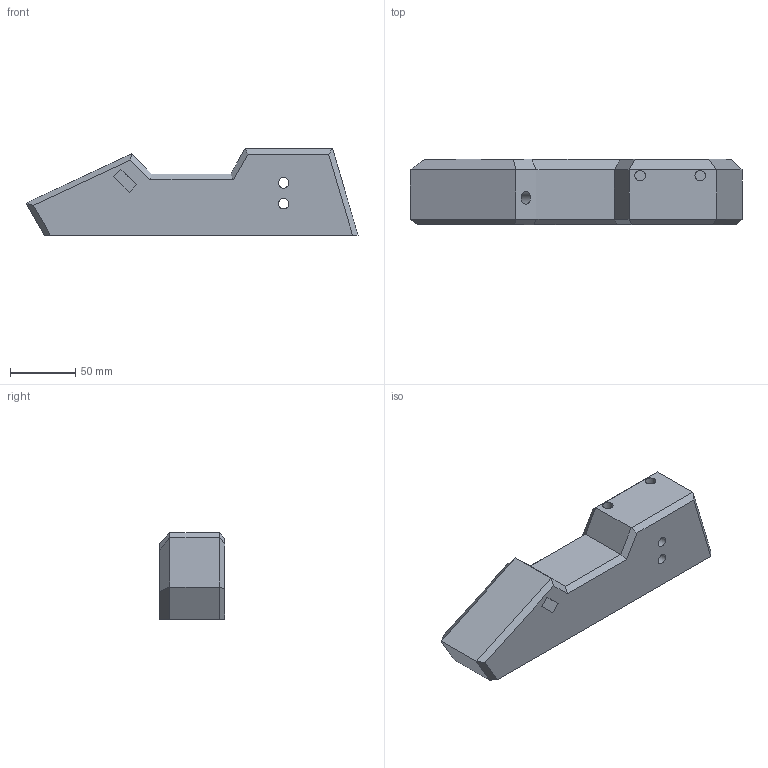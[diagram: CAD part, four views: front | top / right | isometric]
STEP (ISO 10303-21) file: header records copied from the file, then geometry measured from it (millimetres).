
FILE_DESCRIPTION(('FreeCAD Model'),'2;1');
FILE_NAME('LowerNodeR.step','2015-04-14T19:37:45',('Author'),(''), 'Open CASCADE STEP processor 6.8','FreeCAD','Unknown');
FILE_SCHEMA(('AUTOMOTIVE_DESIGN_CC2 { 1 2 10303 214 -1 1 5 4 }'));
Length unit declared in the file: millimetre
Products named in the file (1): LowerNodeR
Bounding box: 254.18 x 50 x 66 mm (x, y, z)
Volume: 597617.9 mm3; surface area: 62006.8 mm2
Topology: 1 solids, 1 shells, 50 faces, 114 edges, 72 vertices
Faces by surface type: plane 42, cylinder 8
Full cylindrical faces by diameter (mm): 8 x6, 10 x2
Entity records: 2937 total; most frequent: CARTESIAN_POINT 537, DIRECTION 448, LINE 310, VECTOR 310, ORIENTED_EDGE 228, PCURVE 228, DEFINITIONAL_REPRESENTATION 228, EDGE_CURVE 114
